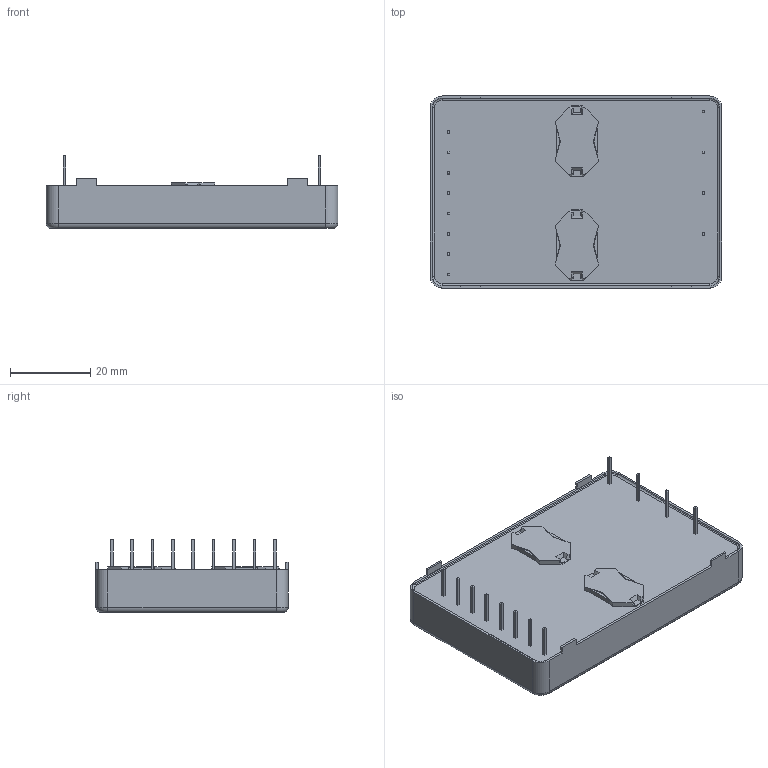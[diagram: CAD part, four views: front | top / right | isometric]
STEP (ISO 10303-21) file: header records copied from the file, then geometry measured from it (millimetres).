
FILE_DESCRIPTION(/* description */ ('Alibre Inc.'),/* implementation_level */ '2;1');
FILE_NAME(/* name */ 'export0',/* time_stamp */ '2011-07-19T09:36:28+02:00',/* author */ (''),/* organization */ (''),/* preprocessor_version */ 'ST-DEVELOPER v12',/* originating_system */ 'Alibre',/* authorisation */ '');
FILE_SCHEMA (('AUTOMOTIVE_DESIGN'));
Length unit declared in the file: centimetre
Bounding box: 72.7 x 47.91 x 18.4 mm (x, y, z)
Volume: 6687.1 mm3; surface area: 22859.9 mm2
Topology: 2 solids, 2 shells, 1356 faces, 3690 edges, 2388 vertices
Faces by surface type: plane 1192, cylinder 97, bspline 55, torus 12
Full cylindrical faces by diameter (mm): 1.035 x1, 1.048 x1, 2 x1, 6.4 x2, 6.5 x2, 7.55 x2, 12.3 x4
Entity records: 39072 total; most frequent: CARTESIAN_POINT 7496, ORIENTED_EDGE 7350, DIRECTION 4742, EDGE_CURVE 3675, VECTOR 3111, LINE 3111, VERTEX_POINT 2386, EDGE_LOOP 1505
